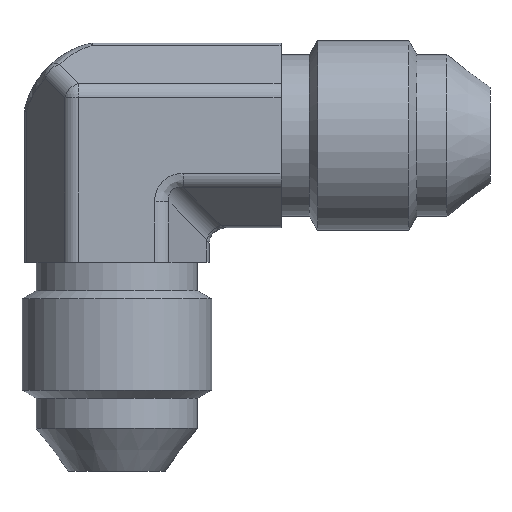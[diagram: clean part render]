
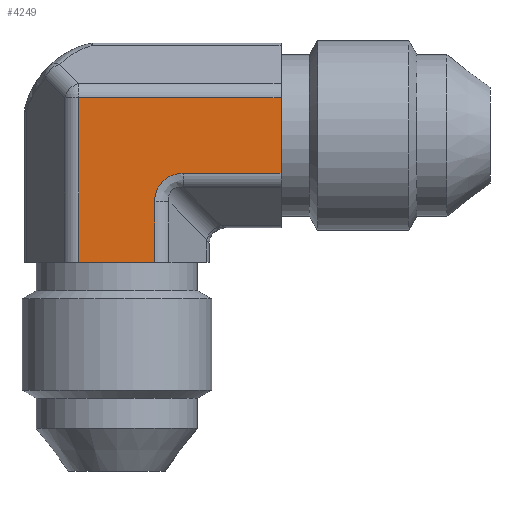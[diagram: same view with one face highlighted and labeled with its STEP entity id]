
A CAD part, front view. The second image highlights one B-rep face of the part: STEP entity #4249.
In plain terms, the highlighted planar face has unit normal (0, -1, 0).
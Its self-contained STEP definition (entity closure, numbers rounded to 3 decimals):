
#107=ELLIPSE('',#4426,2.84,2.2);
#253=PLANE('',#4453);
#462=FACE_OUTER_BOUND('',#723,.T.);
#723=EDGE_LOOP('',(#3764,#3765,#3766,#3767,#3768,#3769,#3770));
#1118=LINE('',#7442,#1514);
#1129=LINE('',#7551,#1525);
#1133=LINE('',#7559,#1529);
#1134=LINE('',#7561,#1530);
#1135=LINE('',#7563,#1531);
#1136=LINE('',#7564,#1532);
#1514=VECTOR('',#5120,10.);
#1525=VECTOR('',#5169,10.);
#1529=VECTOR('',#5179,10.);
#1530=VECTOR('',#5180,10.);
#1531=VECTOR('',#5181,10.);
#1532=VECTOR('',#5182,10.);
#2051=VERTEX_POINT('',#7429);
#2052=VERTEX_POINT('',#7430);
#2055=VERTEX_POINT('',#7438);
#2070=VERTEX_POINT('',#7549);
#2071=VERTEX_POINT('',#7558);
#2072=VERTEX_POINT('',#7560);
#2073=VERTEX_POINT('',#7562);
#2613=EDGE_CURVE('',#2051,#2052,#107,.T.);
#2619=EDGE_CURVE('',#2052,#2055,#1118,.T.);
#2642=EDGE_CURVE('',#2070,#2051,#1129,.T.);
#2646=EDGE_CURVE('',#2070,#2071,#1133,.T.);
#2647=EDGE_CURVE('',#2072,#2071,#1134,.T.);
#2648=EDGE_CURVE('',#2073,#2072,#1135,.T.);
#2649=EDGE_CURVE('',#2073,#2055,#1136,.T.);
#3764=ORIENTED_EDGE('',*,*,#2619,.F.);
#3765=ORIENTED_EDGE('',*,*,#2613,.F.);
#3766=ORIENTED_EDGE('',*,*,#2642,.F.);
#3767=ORIENTED_EDGE('',*,*,#2646,.T.);
#3768=ORIENTED_EDGE('',*,*,#2647,.F.);
#3769=ORIENTED_EDGE('',*,*,#2648,.F.);
#3770=ORIENTED_EDGE('',*,*,#2649,.T.);
#4249=ADVANCED_FACE('',(#462),#253,.T.);
#4426=AXIS2_PLACEMENT_3D('',#7431,#5107,#5108);
#4453=AXIS2_PLACEMENT_3D('',#7557,#5177,#5178);
#5107=DIRECTION('center_axis',(0.,-1.,0.));
#5108=DIRECTION('ref_axis',(-0.707,0.,0.707));
#5120=DIRECTION('',(0.,0.,-1.));
#5169=DIRECTION('',(-1.,0.,0.));
#5177=DIRECTION('center_axis',(0.,-1.,0.));
#5178=DIRECTION('ref_axis',(0.,0.,-1.));
#5179=DIRECTION('',(0.,0.,1.));
#5180=DIRECTION('',(1.,0.,0.));
#5181=DIRECTION('',(0.,0.,1.));
#5182=DIRECTION('',(1.,0.,0.));
#7429=CARTESIAN_POINT('',(4.446,-5.5,-2.54));
#7430=CARTESIAN_POINT('',(2.54,-5.5,-4.446));
#7431=CARTESIAN_POINT('Origin',(5.081,-5.5,-5.081));
#7438=CARTESIAN_POINT('',(2.54,-5.5,-8.5));
#7442=CARTESIAN_POINT('',(2.54,-5.5,0.));
#7549=CARTESIAN_POINT('',(11.,-5.5,-2.54));
#7551=CARTESIAN_POINT('',(1.588,-5.5,-2.54));
#7557=CARTESIAN_POINT('Origin',(3.175,-5.5,0.));
#7558=CARTESIAN_POINT('',(11.,-5.5,2.54));
#7559=CARTESIAN_POINT('',(11.,-5.5,-3.175));
#7560=CARTESIAN_POINT('',(-2.54,-5.5,2.54));
#7561=CARTESIAN_POINT('',(1.588,-5.5,2.54));
#7562=CARTESIAN_POINT('',(-2.54,-5.5,-8.5));
#7563=CARTESIAN_POINT('',(-2.54,-5.5,0.));
#7564=CARTESIAN_POINT('',(3.175,-5.5,-8.5));
